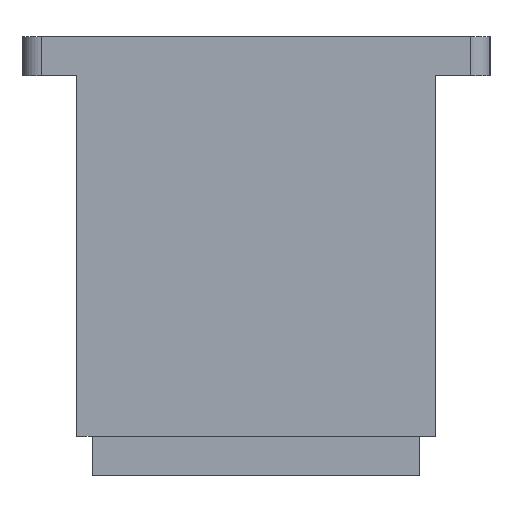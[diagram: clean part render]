
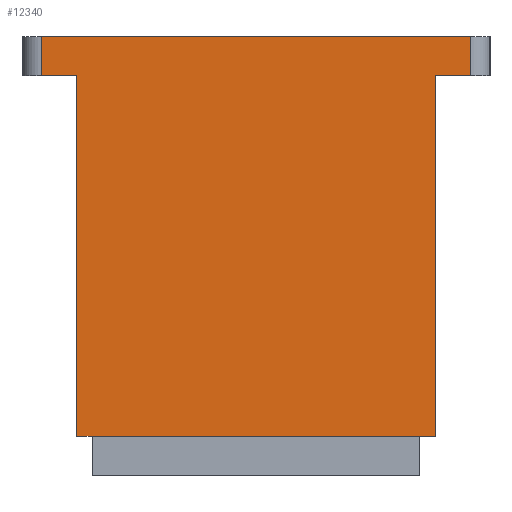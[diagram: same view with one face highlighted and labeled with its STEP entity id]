
A CAD part, left-side view. The second image highlights one B-rep face of the part: STEP entity #12340.
In plain terms, the highlighted planar face has unit normal (-1, 0, 0).
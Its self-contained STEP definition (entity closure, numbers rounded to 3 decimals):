
#407=PLANE('',#13046);
#781=LINE('',#17496,#1687);
#786=LINE('',#17508,#1692);
#788=LINE('',#17517,#1694);
#792=LINE('',#17533,#1698);
#811=LINE('',#17574,#1717);
#817=LINE('',#17597,#1723);
#819=LINE('',#17602,#1725);
#822=LINE('',#17608,#1728);
#823=LINE('',#17609,#1729);
#824=LINE('',#17610,#1730);
#1687=VECTOR('',#14216,1000.);
#1692=VECTOR('',#14227,1000.);
#1694=VECTOR('',#14235,1000.);
#1698=VECTOR('',#14249,1000.);
#1717=VECTOR('',#14286,1000.);
#1723=VECTOR('',#14308,1000.);
#1725=VECTOR('',#14312,1000.);
#1728=VECTOR('',#14317,1000.);
#1729=VECTOR('',#14318,1000.);
#1730=VECTOR('',#14319,1000.);
#2680=ORIENTED_EDGE('',*,*,#5561,.F.);
#2681=ORIENTED_EDGE('',*,*,#5605,.T.);
#2682=ORIENTED_EDGE('',*,*,#5565,.F.);
#2683=ORIENTED_EDGE('',*,*,#5573,.F.);
#2684=ORIENTED_EDGE('',*,*,#5610,.F.);
#2685=ORIENTED_EDGE('',*,*,#5607,.F.);
#2686=ORIENTED_EDGE('',*,*,#5611,.F.);
#2687=ORIENTED_EDGE('',*,*,#5593,.F.);
#2688=ORIENTED_EDGE('',*,*,#5612,.T.);
#2689=ORIENTED_EDGE('',*,*,#5555,.F.);
#5555=EDGE_CURVE('',#7032,#7033,#781,.T.);
#5561=EDGE_CURVE('',#7036,#7032,#786,.T.);
#5565=EDGE_CURVE('',#7040,#7037,#788,.T.);
#5573=EDGE_CURVE('',#7047,#7040,#792,.T.);
#5593=EDGE_CURVE('',#7060,#7061,#811,.T.);
#5605=EDGE_CURVE('',#7036,#7037,#817,.T.);
#5607=EDGE_CURVE('',#7070,#7072,#819,.T.);
#5610=EDGE_CURVE('',#7072,#7047,#822,.T.);
#5611=EDGE_CURVE('',#7061,#7070,#823,.T.);
#5612=EDGE_CURVE('',#7060,#7033,#824,.T.);
#7032=VERTEX_POINT('',#17495);
#7033=VERTEX_POINT('',#17497);
#7036=VERTEX_POINT('',#17507);
#7037=VERTEX_POINT('',#17511);
#7040=VERTEX_POINT('',#17516);
#7047=VERTEX_POINT('',#17532);
#7060=VERTEX_POINT('',#17573);
#7061=VERTEX_POINT('',#17575);
#7070=VERTEX_POINT('',#17600);
#7072=VERTEX_POINT('',#17603);
#8595=EDGE_LOOP('',(#2680,#2681,#2682,#2683,#2684,#2685,#2686,#2687,#2688,
#2689));
#9491=FACE_BOUND('',#8595,.T.);
#12340=ADVANCED_FACE('',(#9491),#407,.T.);
#13046=AXIS2_PLACEMENT_3D('',#17607,#14315,#14316);
#14216=DIRECTION('',(0.,1.,0.));
#14227=DIRECTION('',(0.,0.,-1.));
#14235=DIRECTION('',(0.,0.,1.));
#14249=DIRECTION('',(0.,1.,0.));
#14286=DIRECTION('',(0.,1.,0.));
#14308=DIRECTION('',(0.,1.,0.));
#14312=DIRECTION('',(0.,1.,0.));
#14315=DIRECTION('',(-1.,0.,0.));
#14316=DIRECTION('',(0.,0.,1.));
#14317=DIRECTION('',(0.,0.,1.));
#14318=DIRECTION('',(0.,1.,0.));
#14319=DIRECTION('',(0.,0.,1.));
#17495=CARTESIAN_POINT('',(-10.281,-22.449,102.5));
#17496=CARTESIAN_POINT('',(-10.281,-27.449,102.5));
#17497=CARTESIAN_POINT('',(-10.281,-13.449,102.5));
#17507=CARTESIAN_POINT('',(-10.281,-22.449,112.5));
#17508=CARTESIAN_POINT('',(-10.281,-22.449,56.25));
#17511=CARTESIAN_POINT('',(-10.281,87.551,112.5));
#17516=CARTESIAN_POINT('',(-10.281,87.551,102.5));
#17517=CARTESIAN_POINT('',(-10.281,87.551,56.25));
#17532=CARTESIAN_POINT('',(-10.281,78.551,102.5));
#17533=CARTESIAN_POINT('',(-10.281,-27.449,102.5));
#17573=CARTESIAN_POINT('',(-10.281,-13.449,10.));
#17574=CARTESIAN_POINT('',(-10.281,-13.449,10.));
#17575=CARTESIAN_POINT('',(-10.281,-9.449,10.));
#17597=CARTESIAN_POINT('',(-10.281,-27.449,112.5));
#17600=CARTESIAN_POINT('',(-10.281,74.551,10.));
#17602=CARTESIAN_POINT('',(-10.281,-13.449,10.));
#17603=CARTESIAN_POINT('',(-10.281,78.551,10.));
#17607=CARTESIAN_POINT('',(-10.281,-13.449,10.));
#17608=CARTESIAN_POINT('',(-10.281,78.551,10.));
#17609=CARTESIAN_POINT('',(-10.281,-13.449,10.));
#17610=CARTESIAN_POINT('',(-10.281,-13.449,10.));
